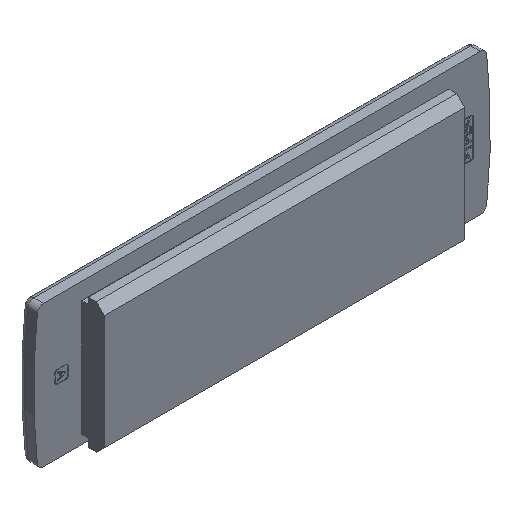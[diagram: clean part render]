
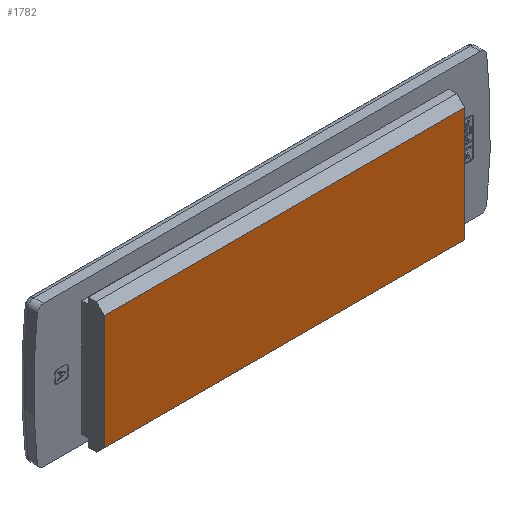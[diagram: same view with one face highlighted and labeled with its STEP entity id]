
A CAD part, isometric view. The second image highlights one B-rep face of the part: STEP entity #1782.
In plain terms, the highlighted planar face has unit normal (0, -1, 0).
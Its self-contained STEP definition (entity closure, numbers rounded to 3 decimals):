
#1039=FACE_OUTER_BOUND('',#3149,.T.);
#1782=ADVANCED_FACE('KES_ECO_T1',(#1039),#2387,.F.);
#2387=PLANE('',#13787);
#3149=EDGE_LOOP('',(#7257,#7258,#7259,#7260));
#3843=LINE('',#26929,#5207);
#3844=LINE('',#26932,#5208);
#3845=LINE('',#26934,#5209);
#3846=LINE('',#26936,#5210);
#5207=VECTOR('',#14434,1.);
#5208=VECTOR('',#14435,1.);
#5209=VECTOR('',#14436,1.);
#5210=VECTOR('',#14437,1.);
#7257=ORIENTED_EDGE('',*,*,#12131,.F.);
#7258=ORIENTED_EDGE('',*,*,#12132,.T.);
#7259=ORIENTED_EDGE('',*,*,#12133,.T.);
#7260=ORIENTED_EDGE('',*,*,#12134,.T.);
#10711=VERTEX_POINT('',#26930);
#10712=VERTEX_POINT('',#26931);
#10713=VERTEX_POINT('',#26933);
#10714=VERTEX_POINT('',#26935);
#12131=EDGE_CURVE('',#10711,#10712,#3843,.T.);
#12132=EDGE_CURVE('',#10711,#10713,#3844,.T.);
#12133=EDGE_CURVE('',#10713,#10714,#3845,.T.);
#12134=EDGE_CURVE('',#10714,#10712,#3846,.T.);
#13787=AXIS2_PLACEMENT_3D('',#26937,#14438,#14439);
#14434=DIRECTION('',(0.,0.,1.));
#14435=DIRECTION('',(1.,0.,0.));
#14436=DIRECTION('',(0.,0.,1.));
#14437=DIRECTION('',(-1.,0.,0.));
#14438=DIRECTION('',(0.,1.,0.));
#14439=DIRECTION('',(0.,0.,-1.));
#26929=CARTESIAN_POINT('',(-56.,0.,-21.987));
#26930=CARTESIAN_POINT('',(-56.,0.,-19.354));
#26931=CARTESIAN_POINT('',(-56.,0.,16.25));
#26932=CARTESIAN_POINT('',(56.,0.,-19.354));
#26933=CARTESIAN_POINT('',(56.,0.,-19.354));
#26934=CARTESIAN_POINT('',(56.,0.,-21.987));
#26935=CARTESIAN_POINT('',(56.,0.,16.25));
#26936=CARTESIAN_POINT('',(-56.,0.,16.25));
#26937=CARTESIAN_POINT('',(-55.75,0.,-17.75));
